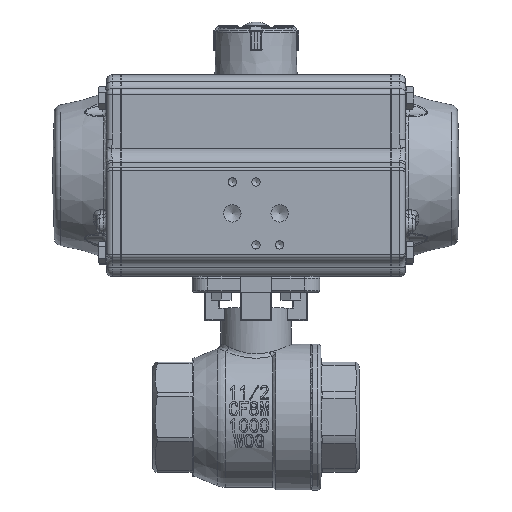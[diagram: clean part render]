
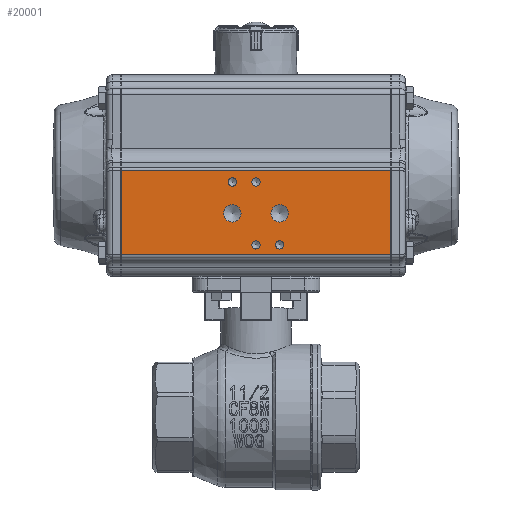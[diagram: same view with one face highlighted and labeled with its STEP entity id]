
A CAD part, top view. The second image highlights one B-rep face of the part: STEP entity #20001.
In plain terms, the highlighted face is planar.
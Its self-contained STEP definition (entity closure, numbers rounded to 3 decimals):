
#619=PLANE('',#22063);
#1774=LINE('',#77304,#2964);
#1777=LINE('',#77317,#2967);
#1813=LINE('',#77439,#3003);
#1814=LINE('',#77441,#3004);
#2964=VECTOR('',#26666,1000.);
#2967=VECTOR('',#26677,1000.);
#3003=VECTOR('',#26801,1000.);
#3004=VECTOR('',#26804,1000.);
#4121=CIRCLE('',#21649,2.1);
#4123=CIRCLE('',#21653,2.1);
#4125=CIRCLE('',#21657,2.1);
#4127=CIRCLE('',#21661,2.1);
#4129=CIRCLE('',#21665,4.4);
#4131=CIRCLE('',#21669,4.4);
#9682=ORIENTED_EDGE('',*,*,#12953,.T.);
#9683=ORIENTED_EDGE('',*,*,#13021,.F.);
#9684=ORIENTED_EDGE('',*,*,#12959,.F.);
#9685=ORIENTED_EDGE('',*,*,#13022,.T.);
#9686=ORIENTED_EDGE('',*,*,#12571,.F.);
#9687=ORIENTED_EDGE('',*,*,#12569,.F.);
#9688=ORIENTED_EDGE('',*,*,#12567,.F.);
#9689=ORIENTED_EDGE('',*,*,#12565,.F.);
#9690=ORIENTED_EDGE('',*,*,#12563,.F.);
#9691=ORIENTED_EDGE('',*,*,#12561,.F.);
#12561=EDGE_CURVE('',#14838,#14838,#4121,.T.);
#12563=EDGE_CURVE('',#14841,#14841,#4123,.T.);
#12565=EDGE_CURVE('',#14844,#14844,#4125,.T.);
#12567=EDGE_CURVE('',#14847,#14847,#4127,.T.);
#12569=EDGE_CURVE('',#14850,#14850,#4129,.T.);
#12571=EDGE_CURVE('',#14853,#14853,#4131,.T.);
#12953=EDGE_CURVE('',#15119,#15118,#1774,.T.);
#12959=EDGE_CURVE('',#15124,#15125,#1777,.T.);
#13021=EDGE_CURVE('',#15125,#15118,#1813,.T.);
#13022=EDGE_CURVE('',#15124,#15119,#1814,.T.);
#14838=VERTEX_POINT('',#74532);
#14841=VERTEX_POINT('',#74539);
#14844=VERTEX_POINT('',#74546);
#14847=VERTEX_POINT('',#74553);
#14850=VERTEX_POINT('',#74560);
#14853=VERTEX_POINT('',#74567);
#15118=VERTEX_POINT('',#77303);
#15119=VERTEX_POINT('',#77305);
#15124=VERTEX_POINT('',#77316);
#15125=VERTEX_POINT('',#77318);
#17233=EDGE_LOOP('',(#9682,#9683,#9684,#9685));
#17234=EDGE_LOOP('',(#9686));
#17235=EDGE_LOOP('',(#9687));
#17236=EDGE_LOOP('',(#9688));
#17237=EDGE_LOOP('',(#9689));
#17238=EDGE_LOOP('',(#9690));
#17239=EDGE_LOOP('',(#9691));
#18686=FACE_BOUND('',#17233,.T.);
#18687=FACE_BOUND('',#17234,.T.);
#18688=FACE_BOUND('',#17235,.T.);
#18689=FACE_BOUND('',#17236,.T.);
#18690=FACE_BOUND('',#17237,.T.);
#18691=FACE_BOUND('',#17238,.T.);
#18692=FACE_BOUND('',#17239,.T.);
#20001=ADVANCED_FACE('',(#18686,#18687,#18688,#18689,#18690,#18691,#18692),
#619,.F.);
#21649=AXIS2_PLACEMENT_3D('',#74531,#25814,#25815);
#21653=AXIS2_PLACEMENT_3D('',#74538,#25822,#25823);
#21657=AXIS2_PLACEMENT_3D('',#74545,#25830,#25831);
#21661=AXIS2_PLACEMENT_3D('',#74552,#25838,#25839);
#21665=AXIS2_PLACEMENT_3D('',#74559,#25846,#25847);
#21669=AXIS2_PLACEMENT_3D('',#74566,#25854,#25855);
#22063=AXIS2_PLACEMENT_3D('',#77440,#26802,#26803);
#25814=DIRECTION('',(-1.,0.,0.));
#25815=DIRECTION('',(0.,0.,1.));
#25822=DIRECTION('',(-1.,0.,0.));
#25823=DIRECTION('',(0.,0.,1.));
#25830=DIRECTION('',(-1.,0.,0.));
#25831=DIRECTION('',(0.,0.,1.));
#25838=DIRECTION('',(-1.,0.,0.));
#25839=DIRECTION('',(0.,0.,1.));
#25846=DIRECTION('',(-1.,0.,0.));
#25847=DIRECTION('',(0.,0.,1.));
#25854=DIRECTION('',(-1.,0.,0.));
#25855=DIRECTION('',(0.,0.,1.));
#26666=DIRECTION('',(0.,-1.,0.));
#26677=DIRECTION('',(0.,-1.,0.));
#26801=DIRECTION('',(0.,0.,-1.));
#26802=DIRECTION('',(1.,0.,0.));
#26803=DIRECTION('',(0.,0.,1.));
#26804=DIRECTION('',(0.,0.,-1.));
#74531=CARTESIAN_POINT('',(-53.5,-35.5,12.));
#74532=CARTESIAN_POINT('',(-53.5,-35.5,14.1));
#74538=CARTESIAN_POINT('',(-53.5,-35.5,0.));
#74539=CARTESIAN_POINT('',(-53.5,-35.5,2.1));
#74545=CARTESIAN_POINT('',(-53.5,-3.5,0.));
#74546=CARTESIAN_POINT('',(-53.5,-3.5,2.1));
#74552=CARTESIAN_POINT('',(-53.5,-3.5,-12.));
#74553=CARTESIAN_POINT('',(-53.5,-3.5,-9.9));
#74559=CARTESIAN_POINT('',(-53.5,-19.5,12.));
#74560=CARTESIAN_POINT('',(-53.5,-19.5,16.4));
#74566=CARTESIAN_POINT('',(-53.5,-19.5,-12.));
#74567=CARTESIAN_POINT('',(-53.5,-19.5,-7.6));
#77303=CARTESIAN_POINT('',(-53.5,-40.5,-68.5));
#77304=CARTESIAN_POINT('',(-53.5,2.212,-68.5));
#77305=CARTESIAN_POINT('',(-53.5,2.212,-68.5));
#77316=CARTESIAN_POINT('',(-53.5,2.212,68.5));
#77317=CARTESIAN_POINT('',(-53.5,2.212,68.5));
#77318=CARTESIAN_POINT('',(-53.5,-40.5,68.5));
#77439=CARTESIAN_POINT('',(-53.5,-40.5,68.5));
#77440=CARTESIAN_POINT('',(-53.5,2.212,68.5));
#77441=CARTESIAN_POINT('',(-53.5,2.212,68.5));
